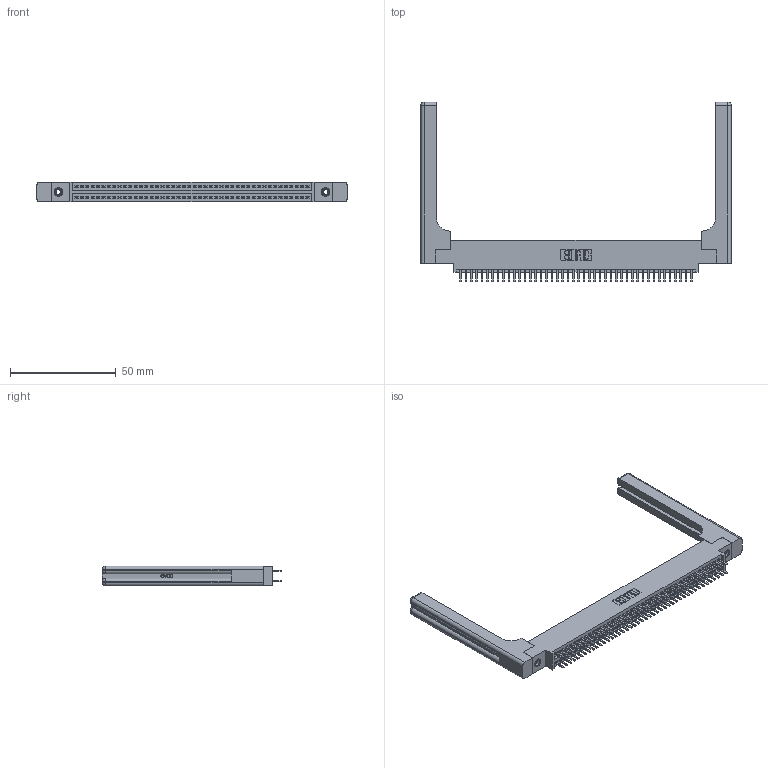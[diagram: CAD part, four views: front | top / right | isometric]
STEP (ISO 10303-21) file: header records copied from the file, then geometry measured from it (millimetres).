
FILE_DESCRIPTION (( 'STEP AP203' ), '1' );
FILE_NAME ('345-088-520-858.STEP', '2019-11-01T10:23:23', ( '' ), ( '' ), 'SwSTEP 2.0', 'SolidWorks 2016', '' );
FILE_SCHEMA (( 'CONFIG_CONTROL_DESIGN' ));
Length unit declared in the file: inch
Products named in the file (5): 345-250-001_345-250-001-102; 345-292-001_345-293-120; 345 Part_0.170 Offset - 0.156 Dia-TH; 345-220-058_345-220-058; 345-088-520-858
Assembly tree (93 placements, depth 2):
  345-088-520-858
    345 Part_0.170 Offset - 0.156 Dia-TH
    345-292-001_345-293-120  x88
    345-250-001_345-250-001-102  x2
    345-220-058_345-220-058  x2
Bounding box: 146.79 x 84.96 x 9.4 mm (x, y, z)
Volume: 22600.6 mm3; surface area: 26038.6 mm2
Topology: 93 solids, 93 shells, 5138 faces, 14835 edges, 9634 vertices
Faces by surface type: plane 3312, cylinder 1766, bspline 36, cone 12, sphere 8, torus 4
Entity records: 39682 total; most frequent: CARTESIAN_POINT 7657, ORIENTED_EDGE 6376, DIRECTION 5668, EDGE_CURVE 3188, LINE 2784, VECTOR 2784, VERTEX_POINT 2114, AXIS2_PLACEMENT_3D 1442
